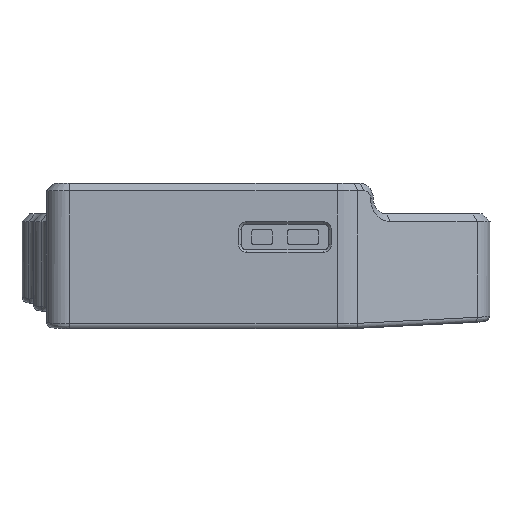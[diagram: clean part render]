
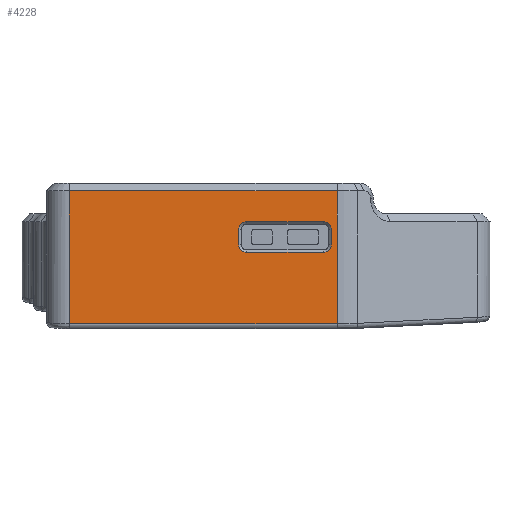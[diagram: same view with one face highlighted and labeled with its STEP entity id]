
A CAD part, left-side view. The second image highlights one B-rep face of the part: STEP entity #4228.
In plain terms, the highlighted planar face has unit normal (-1, 0, 0).
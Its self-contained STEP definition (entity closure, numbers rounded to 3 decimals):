
#85=FACE_BOUND('',#771,.T.);
#219=CIRCLE('',#4523,1.5);
#221=CIRCLE('',#4527,1.5);
#223=CIRCLE('',#4531,1.5);
#225=CIRCLE('',#4535,1.5);
#498=FACE_OUTER_BOUND('',#770,.T.);
#770=EDGE_LOOP('',(#2963,#2964,#2965,#2966));
#771=EDGE_LOOP('',(#2967,#2968,#2969,#2970,#2971,#2972,#2973,#2974));
#1068=LINE('',#6553,#1445);
#1072=LINE('',#6565,#1449);
#1076=LINE('',#6577,#1453);
#1080=LINE('',#6589,#1457);
#1088=LINE('',#6614,#1465);
#1089=LINE('',#6616,#1466);
#1090=LINE('',#6618,#1467);
#1091=LINE('',#6619,#1468);
#1445=VECTOR('',#5132,10.);
#1449=VECTOR('',#5144,10.);
#1453=VECTOR('',#5156,10.);
#1457=VECTOR('',#5168,10.);
#1465=VECTOR('',#5196,10.);
#1466=VECTOR('',#5197,10.);
#1467=VECTOR('',#5198,10.);
#1468=VECTOR('',#5199,10.);
#1820=VERTEX_POINT('',#6547);
#1822=VERTEX_POINT('',#6551);
#1824=VERTEX_POINT('',#6556);
#1826=VERTEX_POINT('',#6562);
#1828=VERTEX_POINT('',#6568);
#1830=VERTEX_POINT('',#6574);
#1832=VERTEX_POINT('',#6580);
#1834=VERTEX_POINT('',#6586);
#1840=VERTEX_POINT('',#6612);
#1841=VERTEX_POINT('',#6613);
#1842=VERTEX_POINT('',#6615);
#1843=VERTEX_POINT('',#6617);
#2228=EDGE_CURVE('',#1820,#1822,#1068,.T.);
#2231=EDGE_CURVE('',#1824,#1820,#219,.T.);
#2234=EDGE_CURVE('',#1826,#1824,#1072,.T.);
#2237=EDGE_CURVE('',#1828,#1826,#221,.T.);
#2240=EDGE_CURVE('',#1830,#1828,#1076,.T.);
#2243=EDGE_CURVE('',#1832,#1830,#223,.T.);
#2246=EDGE_CURVE('',#1834,#1832,#1080,.T.);
#2248=EDGE_CURVE('',#1822,#1834,#225,.T.);
#2258=EDGE_CURVE('',#1840,#1841,#1088,.T.);
#2259=EDGE_CURVE('',#1841,#1842,#1089,.T.);
#2260=EDGE_CURVE('',#1842,#1843,#1090,.T.);
#2261=EDGE_CURVE('',#1840,#1843,#1091,.T.);
#2963=ORIENTED_EDGE('',*,*,#2258,.T.);
#2964=ORIENTED_EDGE('',*,*,#2259,.T.);
#2965=ORIENTED_EDGE('',*,*,#2260,.T.);
#2966=ORIENTED_EDGE('',*,*,#2261,.F.);
#2967=ORIENTED_EDGE('',*,*,#2228,.T.);
#2968=ORIENTED_EDGE('',*,*,#2248,.T.);
#2969=ORIENTED_EDGE('',*,*,#2246,.T.);
#2970=ORIENTED_EDGE('',*,*,#2243,.T.);
#2971=ORIENTED_EDGE('',*,*,#2240,.T.);
#2972=ORIENTED_EDGE('',*,*,#2237,.T.);
#2973=ORIENTED_EDGE('',*,*,#2234,.T.);
#2974=ORIENTED_EDGE('',*,*,#2231,.T.);
#4108=PLANE('',#4542);
#4228=ADVANCED_FACE('',(#498,#85),#4108,.F.);
#4523=AXIS2_PLACEMENT_3D('',#6559,#5138,#5139);
#4527=AXIS2_PLACEMENT_3D('',#6571,#5150,#5151);
#4531=AXIS2_PLACEMENT_3D('',#6583,#5162,#5163);
#4535=AXIS2_PLACEMENT_3D('',#6592,#5173,#5174);
#4542=AXIS2_PLACEMENT_3D('',#6611,#5194,#5195);
#5132=DIRECTION('',(0.,0.,1.));
#5138=DIRECTION('center_axis',(1.,0.,0.));
#5139=DIRECTION('ref_axis',(0.,0.,-1.));
#5144=DIRECTION('',(0.,1.,0.));
#5150=DIRECTION('center_axis',(1.,0.,0.));
#5151=DIRECTION('ref_axis',(0.,-1.,0.));
#5156=DIRECTION('',(0.,0.,-1.));
#5162=DIRECTION('center_axis',(1.,0.,0.));
#5163=DIRECTION('ref_axis',(0.,0.,1.));
#5168=DIRECTION('',(0.,-1.,0.));
#5173=DIRECTION('center_axis',(1.,0.,0.));
#5174=DIRECTION('ref_axis',(0.,1.,0.));
#5194=DIRECTION('center_axis',(1.,0.,0.));
#5195=DIRECTION('ref_axis',(0.,1.,0.));
#5196=DIRECTION('',(0.,-1.,0.));
#5197=DIRECTION('',(0.,0.,1.));
#5198=DIRECTION('',(0.,1.,0.));
#5199=DIRECTION('',(0.,0.,1.));
#6547=CARTESIAN_POINT('',(-114.8,20.5,3.));
#6551=CARTESIAN_POINT('',(-114.8,20.5,6.));
#6553=CARTESIAN_POINT('',(-114.8,20.5,3.));
#6556=CARTESIAN_POINT('',(-114.8,19.,1.5));
#6559=CARTESIAN_POINT('Origin',(-114.8,19.,3.));
#6562=CARTESIAN_POINT('',(-114.8,4.,1.5));
#6565=CARTESIAN_POINT('',(-114.8,10.16,1.5));
#6568=CARTESIAN_POINT('',(-114.8,2.5,3.));
#6571=CARTESIAN_POINT('Origin',(-114.8,4.,3.));
#6574=CARTESIAN_POINT('',(-114.8,2.5,6.));
#6577=CARTESIAN_POINT('',(-114.8,2.5,1.5));
#6580=CARTESIAN_POINT('',(-114.8,4.,7.5));
#6583=CARTESIAN_POINT('Origin',(-114.8,4.,6.));
#6586=CARTESIAN_POINT('',(-114.8,19.,7.5));
#6589=CARTESIAN_POINT('',(-114.8,2.66,7.5));
#6592=CARTESIAN_POINT('Origin',(-114.8,19.,6.));
#6611=CARTESIAN_POINT('Origin',(-114.8,1.32,0.));
#6612=CARTESIAN_POINT('',(-114.8,53.48,-12.39));
#6613=CARTESIAN_POINT('',(-114.8,1.32,-12.39));
#6614=CARTESIAN_POINT('',(-114.8,32.025,-12.39));
#6615=CARTESIAN_POINT('',(-114.8,1.32,13.5));
#6616=CARTESIAN_POINT('',(-114.8,1.32,0.));
#6617=CARTESIAN_POINT('',(-114.8,53.48,13.5));
#6618=CARTESIAN_POINT('',(-114.8,13.541,13.5));
#6619=CARTESIAN_POINT('',(-114.8,53.48,0.));
